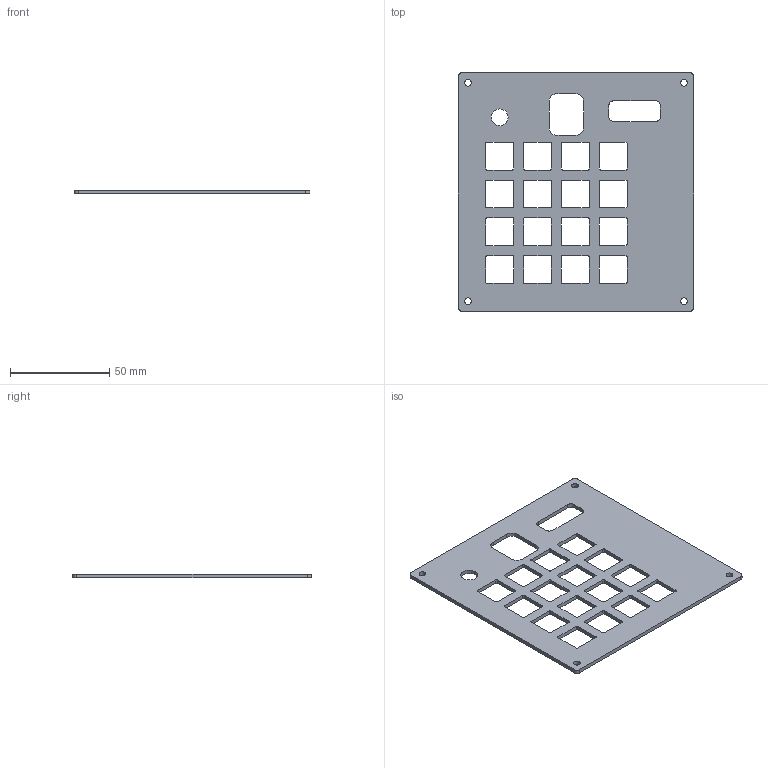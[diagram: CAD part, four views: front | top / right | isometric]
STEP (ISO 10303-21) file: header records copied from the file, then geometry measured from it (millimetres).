
FILE_DESCRIPTION(/* description */ (''),/* implementation_level */ '2;1');
FILE_NAME(/* name */ 'Macro_Pad_Case_Top.step',/* time_stamp */ '2026-01-11T16:08:18-03:00',/* author */ (''),/* organization */ (''),/* preprocessor_version */ 'ST-DEVELOPER v20.1',/* originating_system */ 'Autodesk Translation Framework v14.21.0.0',/* authorisation */ '');
FILE_SCHEMA (('AUTOMOTIVE_DESIGN { 1 0 10303 214 3 1 1 }'));
Length unit declared in the file: millimetre
Products named in the file (1): 2026-01-10-17-20-23-110
Bounding box: 118.78 x 120.16 x 2 mm (x, y, z)
Volume: 20829.5 mm3; surface area: 24027.4 mm2
Topology: 1 solids, 1 shells, 409 faces, 1170 edges, 780 vertices
Faces by surface type: bspline 167, plane 161, cylinder 81
Full cylindrical faces by diameter (mm): 3.4 x4, 8.5 x1
Entity records: 15021 total; most frequent: CARTESIAN_POINT 5199, ORIENTED_EDGE 2340, DIRECTION 1484, EDGE_CURVE 1170, VERTEX_POINT 780, LINE 674, VECTOR 674, EDGE_LOOP 472
